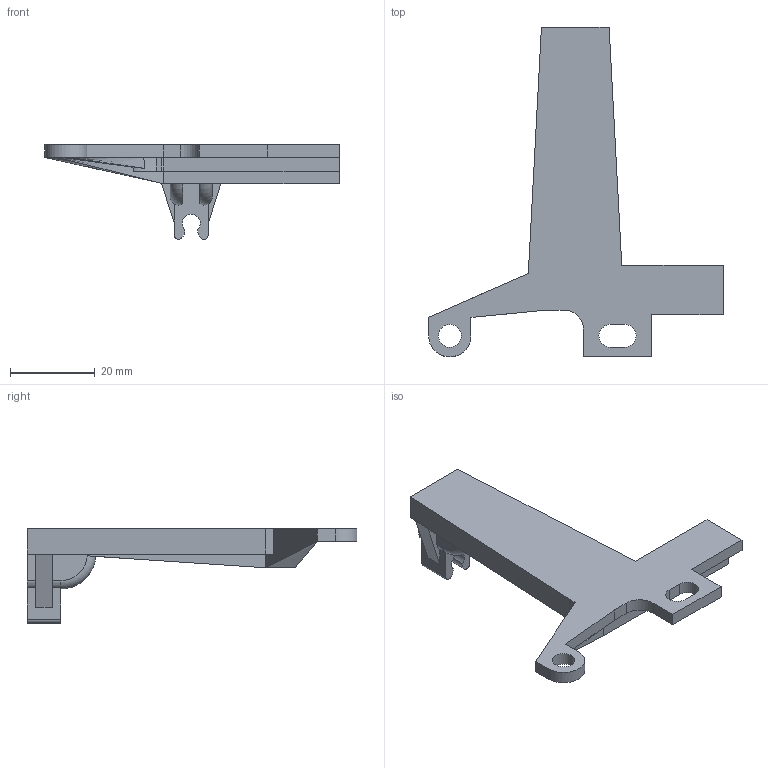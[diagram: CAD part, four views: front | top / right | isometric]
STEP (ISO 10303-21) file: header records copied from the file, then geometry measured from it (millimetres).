
FILE_DESCRIPTION(/* description */ (''),/* implementation_level */ '2;1');
FILE_NAME(/* name */ 'PTFE-Retainer.step',/* time_stamp */ '2024-01-12T02:16:53-05:00',/* author */ (''),/* organization */ (''),/* preprocessor_version */ 'ST-DEVELOPER v20',/* originating_system */ 'Autodesk Translation Framework v12.14.0.127',/* authorisation */ '');
FILE_SCHEMA (('AUTOMOTIVE_DESIGN { 1 0 10303 214 3 1 1 }','FEATURE_BASED_PROCESS_PLANNING','INTEGRATED_CNC_SCHEMA','MODEL_BASED_INTEGRATED_MANUFACTURING_SCHEMA','PROCESS_PLANNING_SCHEMA'));
Length unit declared in the file: millimetre
Products named in the file (1): FusionComponent
Bounding box: 69.65 x 78 x 22.37 mm (x, y, z)
Volume: 11801 mm3; surface area: 7658.3 mm2
Topology: 1 solids, 1 shells, 70 faces, 198 edges, 130 vertices
Faces by surface type: plane 48, cylinder 16, bspline 4, torus 2
Full cylindrical faces by diameter (mm): 5.4 x1
Entity records: 2365 total; most frequent: CARTESIAN_POINT 482, ORIENTED_EDGE 396, DIRECTION 368, EDGE_CURVE 198, LINE 154, VECTOR 154, VERTEX_POINT 130, AXIS2_PLACEMENT_3D 107
